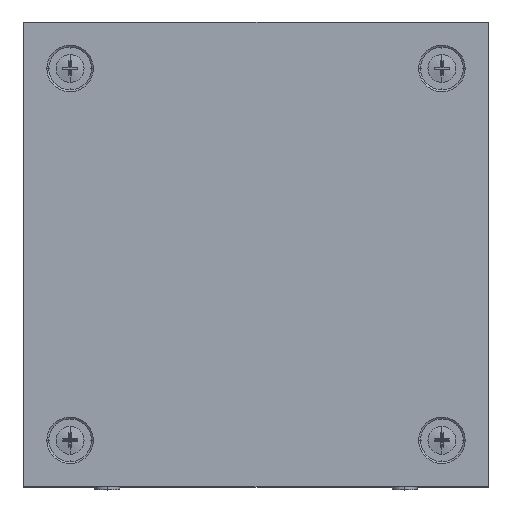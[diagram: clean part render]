
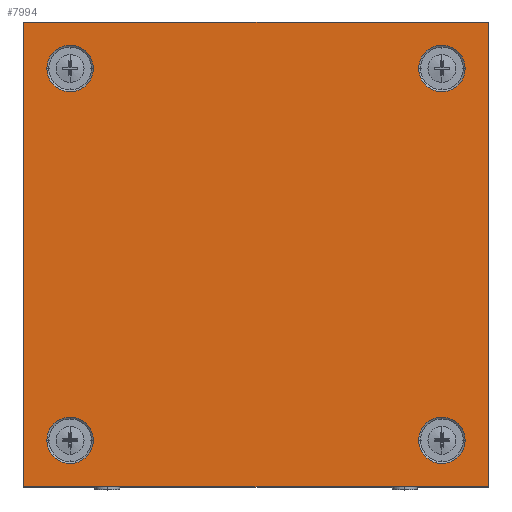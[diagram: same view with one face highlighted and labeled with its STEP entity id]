
A CAD part, top view. The second image highlights one B-rep face of the part: STEP entity #7994.
In plain terms, the highlighted planar face has unit normal (0, 0, 1).
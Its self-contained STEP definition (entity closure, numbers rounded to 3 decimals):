
#118 = DIRECTION ( 'NONE',  ( 1., 0., 0. ) ) ;
#186 = LINE ( 'NONE', #8856, #6515 ) ;
#406 = CIRCLE ( 'NONE', #18432, 7.5 ) ;
#536 = FACE_BOUND ( 'NONE', #4301, .T. ) ;
#1318 = DIRECTION ( 'NONE',  ( 0., 0., 1. ) ) ;
#1686 = CARTESIAN_POINT ( 'NONE',  ( 0., 0., 0. ) ) ;
#2345 = CARTESIAN_POINT ( 'NONE',  ( 0., 0., 0. ) ) ;
#2411 = CIRCLE ( 'NONE', #7767, 7.5 ) ;
#2735 = VERTEX_POINT ( 'NONE', #4313 ) ;
#3213 = VECTOR ( 'NONE', #8988, 1000. ) ;
#3614 = DIRECTION ( 'NONE',  ( 0., 0., 1. ) ) ;
#3697 = CARTESIAN_POINT ( 'NONE',  ( 0., 150., 0. ) ) ;
#3741 = VECTOR ( 'NONE', #9322, 1000. ) ;
#3851 = DIRECTION ( 'NONE',  ( 0., 1., 0. ) ) ;
#3999 = AXIS2_PLACEMENT_3D ( 'NONE', #22166, #1318, #4694 ) ;
#4094 = AXIS2_PLACEMENT_3D ( 'NONE', #16797, #11679, #16906 ) ;
#4301 = EDGE_LOOP ( 'NONE', ( #15349, #6993 ) ) ;
#4313 = CARTESIAN_POINT ( 'NONE',  ( 127.5, 15., 0. ) ) ;
#4333 = VERTEX_POINT ( 'NONE', #5684 ) ;
#4582 = EDGE_CURVE ( 'NONE', #4333, #12206, #406, .T. ) ;
#4694 = DIRECTION ( 'NONE',  ( 1., 0., 0. ) ) ;
#4884 = CARTESIAN_POINT ( 'NONE',  ( 22.5, 15., 0. ) ) ;
#5071 = CIRCLE ( 'NONE', #12631, 7.5 ) ;
#5095 = EDGE_CURVE ( 'NONE', #14957, #12322, #186, .T. ) ;
#5321 = EDGE_CURVE ( 'NONE', #17365, #8452, #6164, .T. ) ;
#5636 = LINE ( 'NONE', #14007, #6210 ) ;
#5684 = CARTESIAN_POINT ( 'NONE',  ( 22.5, 135., 0. ) ) ;
#5891 = CARTESIAN_POINT ( 'NONE',  ( 150., 0., 0. ) ) ;
#6117 = ORIENTED_EDGE ( 'NONE', *, *, #20550, .F. ) ;
#6132 = DIRECTION ( 'NONE',  ( 1., 0., 0. ) ) ;
#6164 = CIRCLE ( 'NONE', #16663, 7.5 ) ;
#6210 = VECTOR ( 'NONE', #3851, 1000. ) ;
#6285 = EDGE_LOOP ( 'NONE', ( #19780, #7999, #20587, #14723 ) ) ;
#6515 = VECTOR ( 'NONE', #13953, 1000. ) ;
#6819 = CIRCLE ( 'NONE', #17685, 7.5 ) ;
#6993 = ORIENTED_EDGE ( 'NONE', *, *, #20006, .F. ) ;
#7050 = EDGE_CURVE ( 'NONE', #7420, #9681, #10584, .T. ) ;
#7193 = CARTESIAN_POINT ( 'NONE',  ( 0., 0., 0. ) ) ;
#7346 = EDGE_LOOP ( 'NONE', ( #11090, #9897 ) ) ;
#7383 = FACE_BOUND ( 'NONE', #7346, .T. ) ;
#7420 = VERTEX_POINT ( 'NONE', #4884 ) ;
#7579 = CARTESIAN_POINT ( 'NONE',  ( 142.5, 15., 0. ) ) ;
#7621 = CARTESIAN_POINT ( 'NONE',  ( 15., 135., 0. ) ) ;
#7767 = AXIS2_PLACEMENT_3D ( 'NONE', #12075, #8575, #19117 ) ;
#7993 = AXIS2_PLACEMENT_3D ( 'NONE', #2345, #15663, #14958 ) ;
#7994 = ADVANCED_FACE ( 'NONE', ( #536, #7383, #14296, #21183, #16108 ), #12591, .F. ) ;
#7999 = ORIENTED_EDGE ( 'NONE', *, *, #8852, .T. ) ;
#8452 = VERTEX_POINT ( 'NONE', #11740 ) ;
#8575 = DIRECTION ( 'NONE',  ( 0., 0., 1. ) ) ;
#8587 = VERTEX_POINT ( 'NONE', #20675 ) ;
#8852 = EDGE_CURVE ( 'NONE', #17379, #8587, #17932, .T. ) ;
#8856 = CARTESIAN_POINT ( 'NONE',  ( 0., 0., 0. ) ) ;
#8988 = DIRECTION ( 'NONE',  ( 0., -1., 0. ) ) ;
#9305 = EDGE_LOOP ( 'NONE', ( #21402, #18737 ) ) ;
#9322 = DIRECTION ( 'NONE',  ( -1., 0., 0. ) ) ;
#9351 = EDGE_CURVE ( 'NONE', #8452, #17365, #6819, .T. ) ;
#9454 = EDGE_CURVE ( 'NONE', #9681, #7420, #5071, .T. ) ;
#9524 = DIRECTION ( 'NONE',  ( 0., 0., 1. ) ) ;
#9564 = DIRECTION ( 'NONE',  ( 0., 0., 1. ) ) ;
#9681 = VERTEX_POINT ( 'NONE', #12722 ) ;
#9794 = EDGE_CURVE ( 'NONE', #13511, #2735, #17363, .T. ) ;
#9897 = ORIENTED_EDGE ( 'NONE', *, *, #5321, .F. ) ;
#10584 = CIRCLE ( 'NONE', #4094, 7.5 ) ;
#10822 = CARTESIAN_POINT ( 'NONE',  ( 135., 135., 0. ) ) ;
#10837 = DIRECTION ( 'NONE',  ( 1., 0., 0. ) ) ;
#11060 = AXIS2_PLACEMENT_3D ( 'NONE', #7621, #14534, #21418 ) ;
#11090 = ORIENTED_EDGE ( 'NONE', *, *, #9351, .F. ) ;
#11222 = CARTESIAN_POINT ( 'NONE',  ( 135., 135., 0. ) ) ;
#11679 = DIRECTION ( 'NONE',  ( 0., 0., 1. ) ) ;
#11740 = CARTESIAN_POINT ( 'NONE',  ( 142.5, 135., 0. ) ) ;
#11786 = ORIENTED_EDGE ( 'NONE', *, *, #4582, .F. ) ;
#12075 = CARTESIAN_POINT ( 'NONE',  ( 135., 15., 0. ) ) ;
#12206 = VERTEX_POINT ( 'NONE', #13583 ) ;
#12322 = VERTEX_POINT ( 'NONE', #5891 ) ;
#12591 = PLANE ( 'NONE',  #7993 ) ;
#12626 = CARTESIAN_POINT ( 'NONE',  ( 150., 150., 0. ) ) ;
#12631 = AXIS2_PLACEMENT_3D ( 'NONE', #19882, #9564, #16378 ) ;
#12640 = EDGE_CURVE ( 'NONE', #12322, #17379, #5636, .T. ) ;
#12644 = DIRECTION ( 'NONE',  ( 0., 0., 1. ) ) ;
#12722 = CARTESIAN_POINT ( 'NONE',  ( 7.5, 15., 0. ) ) ;
#13511 = VERTEX_POINT ( 'NONE', #7579 ) ;
#13583 = CARTESIAN_POINT ( 'NONE',  ( 7.5, 135., 0. ) ) ;
#13953 = DIRECTION ( 'NONE',  ( 1., 0., 0. ) ) ;
#14007 = CARTESIAN_POINT ( 'NONE',  ( 150., 0., 0. ) ) ;
#14296 = FACE_BOUND ( 'NONE', #17206, .T. ) ;
#14534 = DIRECTION ( 'NONE',  ( 0., 0., 1. ) ) ;
#14723 = ORIENTED_EDGE ( 'NONE', *, *, #5095, .T. ) ;
#14957 = VERTEX_POINT ( 'NONE', #7193 ) ;
#14958 = DIRECTION ( 'NONE',  ( -1., 0., 0. ) ) ;
#15349 = ORIENTED_EDGE ( 'NONE', *, *, #9794, .F. ) ;
#15663 = DIRECTION ( 'NONE',  ( 0., 0., -1. ) ) ;
#15920 = CARTESIAN_POINT ( 'NONE',  ( 127.5, 135., 0. ) ) ;
#16108 = FACE_OUTER_BOUND ( 'NONE', #6285, .T. ) ;
#16378 = DIRECTION ( 'NONE',  ( 1., 0., 0. ) ) ;
#16663 = AXIS2_PLACEMENT_3D ( 'NONE', #11222, #9524, #6132 ) ;
#16797 = CARTESIAN_POINT ( 'NONE',  ( 15., 15., 0. ) ) ;
#16906 = DIRECTION ( 'NONE',  ( 1., 0., 0. ) ) ;
#17206 = EDGE_LOOP ( 'NONE', ( #11786, #6117 ) ) ;
#17363 = CIRCLE ( 'NONE', #3999, 7.5 ) ;
#17365 = VERTEX_POINT ( 'NONE', #15920 ) ;
#17379 = VERTEX_POINT ( 'NONE', #12626 ) ;
#17685 = AXIS2_PLACEMENT_3D ( 'NONE', #10822, #3614, #118 ) ;
#17860 = CARTESIAN_POINT ( 'NONE',  ( 15., 135., 0. ) ) ;
#17932 = LINE ( 'NONE', #3697, #3741 ) ;
#17939 = CIRCLE ( 'NONE', #11060, 7.5 ) ;
#18432 = AXIS2_PLACEMENT_3D ( 'NONE', #17860, #12644, #10837 ) ;
#18737 = ORIENTED_EDGE ( 'NONE', *, *, #9454, .F. ) ;
#19117 = DIRECTION ( 'NONE',  ( 1., 0., 0. ) ) ;
#19780 = ORIENTED_EDGE ( 'NONE', *, *, #12640, .T. ) ;
#19882 = CARTESIAN_POINT ( 'NONE',  ( 15., 15., 0. ) ) ;
#20006 = EDGE_CURVE ( 'NONE', #2735, #13511, #2411, .T. ) ;
#20550 = EDGE_CURVE ( 'NONE', #12206, #4333, #17939, .T. ) ;
#20587 = ORIENTED_EDGE ( 'NONE', *, *, #21880, .T. ) ;
#20626 = LINE ( 'NONE', #1686, #3213 ) ;
#20675 = CARTESIAN_POINT ( 'NONE',  ( 0., 150., 0. ) ) ;
#21183 = FACE_BOUND ( 'NONE', #9305, .T. ) ;
#21402 = ORIENTED_EDGE ( 'NONE', *, *, #7050, .F. ) ;
#21418 = DIRECTION ( 'NONE',  ( 1., 0., 0. ) ) ;
#21880 = EDGE_CURVE ( 'NONE', #8587, #14957, #20626, .T. ) ;
#22166 = CARTESIAN_POINT ( 'NONE',  ( 135., 15., 0. ) ) ;
